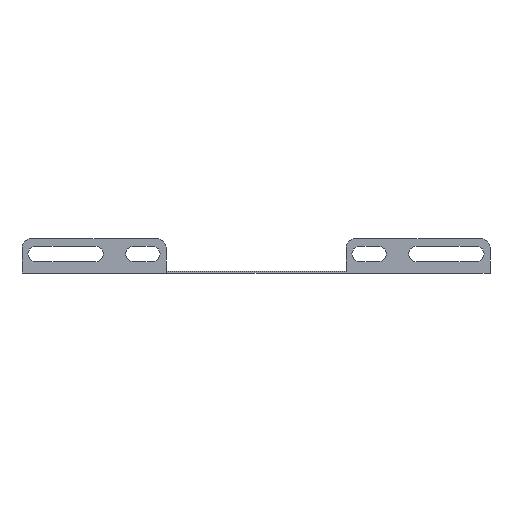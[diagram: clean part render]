
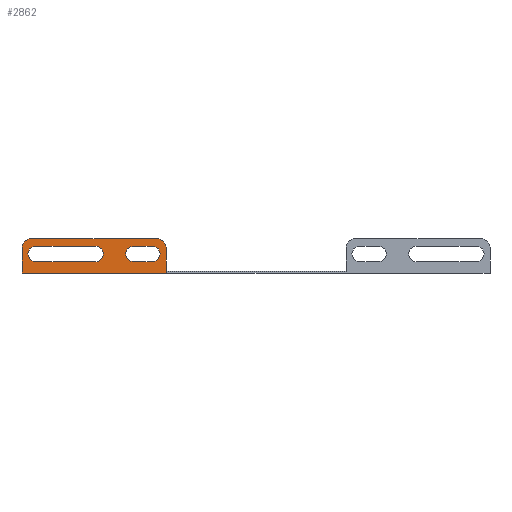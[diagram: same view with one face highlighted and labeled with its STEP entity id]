
A CAD part, front view. The second image highlights one B-rep face of the part: STEP entity #2862.
In plain terms, the highlighted planar face has unit normal (0, -1, 0).
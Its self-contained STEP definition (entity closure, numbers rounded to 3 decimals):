
#6 = CIRCLE ( 'NONE', #2350, 5. ) ;
#110 = VERTEX_POINT ( 'NONE', #4441 ) ;
#215 = DIRECTION ( 'NONE',  ( -1., 0., 0. ) ) ;
#240 = EDGE_CURVE ( 'NONE', #1613, #3264, #3027, .T. ) ;
#284 = ORIENTED_EDGE ( 'NONE', *, *, #3946, .T. ) ;
#515 = CARTESIAN_POINT ( 'NONE',  ( -93.5, -69.1, 5.5 ) ) ;
#520 = EDGE_CURVE ( 'NONE', #3437, #3699, #3354, .T. ) ;
#527 = VERTEX_POINT ( 'NONE', #4566 ) ;
#531 = DIRECTION ( 'NONE',  ( 0., 0., -1. ) ) ;
#563 = VERTEX_POINT ( 'NONE', #4303 ) ;
#566 = DIRECTION ( 'NONE',  ( 0., 0., -1. ) ) ;
#569 = VERTEX_POINT ( 'NONE', #3266 ) ;
#570 = AXIS2_PLACEMENT_3D ( 'NONE', #2990, #3333, #566 ) ;
#628 = CARTESIAN_POINT ( 'NONE',  ( -93.5, -69.1, 5.5 ) ) ;
#657 = LINE ( 'NONE', #3904, #2182 ) ;
#660 = CARTESIAN_POINT ( 'NONE',  ( -60.5, -69.1, 10. ) ) ;
#730 = VECTOR ( 'NONE', #215, 1000. ) ;
#738 = EDGE_CURVE ( 'NONE', #110, #527, #1923, .T. ) ;
#774 = VERTEX_POINT ( 'NONE', #2414 ) ;
#779 = LINE ( 'NONE', #834, #730 ) ;
#812 = CARTESIAN_POINT ( 'NONE',  ( -52.5, -69.1, -1.2 ) ) ;
#818 = LINE ( 'NONE', #3482, #3529 ) ;
#834 = CARTESIAN_POINT ( 'NONE',  ( -60.5, -69.1, 14.5 ) ) ;
#847 = PLANE ( 'NONE',  #4168 ) ;
#873 = VERTEX_POINT ( 'NONE', #1665 ) ;
#886 = CARTESIAN_POINT ( 'NONE',  ( 0., -69.1, 0. ) ) ;
#912 = LINE ( 'NONE', #4108, #2561 ) ;
#962 = CARTESIAN_POINT ( 'NONE',  ( -60.5, -69.1, 5.5 ) ) ;
#1039 = EDGE_CURVE ( 'NONE', #1876, #1613, #4111, .T. ) ;
#1087 = EDGE_CURVE ( 'NONE', #3485, #2459, #2961, .T. ) ;
#1174 = VECTOR ( 'NONE', #4149, 1000. ) ;
#1238 = ORIENTED_EDGE ( 'NONE', *, *, #1039, .T. ) ;
#1263 = DIRECTION ( 'NONE',  ( 0., 0., 1. ) ) ;
#1360 = EDGE_CURVE ( 'NONE', #3703, #563, #912, .T. ) ;
#1368 = DIRECTION ( 'NONE',  ( 0., 0., 1. ) ) ;
#1435 = CARTESIAN_POINT ( 'NONE',  ( -57.5, -69.1, 18.8 ) ) ;
#1446 = VECTOR ( 'NONE', #1263, 1000. ) ;
#1451 = CARTESIAN_POINT ( 'NONE',  ( -128.5, -69.1, 10. ) ) ;
#1466 = EDGE_CURVE ( 'NONE', #3264, #4252, #4092, .T. ) ;
#1487 = ORIENTED_EDGE ( 'NONE', *, *, #520, .F. ) ;
#1498 = ORIENTED_EDGE ( 'NONE', *, *, #2306, .F. ) ;
#1558 = AXIS2_PLACEMENT_3D ( 'NONE', #660, #3477, #1368 ) ;
#1595 = DIRECTION ( 'NONE',  ( 0., 0., -1. ) ) ;
#1613 = VERTEX_POINT ( 'NONE', #1890 ) ;
#1651 = LINE ( 'NONE', #2985, #1446 ) ;
#1654 = ORIENTED_EDGE ( 'NONE', *, *, #3231, .F. ) ;
#1665 = CARTESIAN_POINT ( 'NONE',  ( -93.5, -69.1, 14.5 ) ) ;
#1685 = ORIENTED_EDGE ( 'NONE', *, *, #738, .F. ) ;
#1734 = ORIENTED_EDGE ( 'NONE', *, *, #240, .T. ) ;
#1799 = CIRCLE ( 'NONE', #570, 5. ) ;
#1814 = FACE_OUTER_BOUND ( 'NONE', #3969, .T. ) ;
#1876 = VERTEX_POINT ( 'NONE', #4455 ) ;
#1890 = CARTESIAN_POINT ( 'NONE',  ( -136.5, -69.1, 1. ) ) ;
#1923 = CIRCLE ( 'NONE', #3611, 4.5 ) ;
#1983 = CARTESIAN_POINT ( 'NONE',  ( -57.5, -69.1, 13.8 ) ) ;
#1985 = LINE ( 'NONE', #3102, #3304 ) ;
#2079 = DIRECTION ( 'NONE',  ( 1., 0., 0. ) ) ;
#2131 = DIRECTION ( 'NONE',  ( 0., -1., 0. ) ) ;
#2144 = DIRECTION ( 'NONE',  ( 0., 0., -1. ) ) ;
#2164 = CARTESIAN_POINT ( 'NONE',  ( -60.5, -69.1, 14.5 ) ) ;
#2181 = AXIS2_PLACEMENT_3D ( 'NONE', #1451, #2131, #4269 ) ;
#2182 = VECTOR ( 'NONE', #4266, 1000. ) ;
#2277 = DIRECTION ( 'NONE',  ( 0., -1., 0. ) ) ;
#2306 = EDGE_CURVE ( 'NONE', #3699, #110, #779, .T. ) ;
#2350 = AXIS2_PLACEMENT_3D ( 'NONE', #1983, #4404, #1595 ) ;
#2362 = DIRECTION ( 'NONE',  ( 0., -1., 0. ) ) ;
#2379 = ORIENTED_EDGE ( 'NONE', *, *, #2403, .T. ) ;
#2381 = EDGE_CURVE ( 'NONE', #569, #3703, #6, .T. ) ;
#2403 = EDGE_CURVE ( 'NONE', #2836, #569, #1651, .T. ) ;
#2414 = CARTESIAN_POINT ( 'NONE',  ( -128.5, -69.1, 14.5 ) ) ;
#2459 = VERTEX_POINT ( 'NONE', #628 ) ;
#2503 = EDGE_CURVE ( 'NONE', #2459, #873, #4363, .T. ) ;
#2517 = CARTESIAN_POINT ( 'NONE',  ( -136.5, -69.1, -1.2 ) ) ;
#2535 = ORIENTED_EDGE ( 'NONE', *, *, #2381, .T. ) ;
#2558 = EDGE_CURVE ( 'NONE', #527, #3437, #1985, .T. ) ;
#2561 = VECTOR ( 'NONE', #3429, 1000. ) ;
#2602 = CARTESIAN_POINT ( 'NONE',  ( -52.5, -69.1, 1. ) ) ;
#2702 = DIRECTION ( 'NONE',  ( 0., -1., 0. ) ) ;
#2825 = ORIENTED_EDGE ( 'NONE', *, *, #1360, .T. ) ;
#2836 = VERTEX_POINT ( 'NONE', #2602 ) ;
#2862 = ADVANCED_FACE ( 'NONE', ( #1814, #2967, #4291 ), #847, .T. ) ;
#2907 = CIRCLE ( 'NONE', #2181, 4.5 ) ;
#2961 = LINE ( 'NONE', #515, #4581 ) ;
#2967 = FACE_BOUND ( 'NONE', #3855, .T. ) ;
#2985 = CARTESIAN_POINT ( 'NONE',  ( -52.5, -69.1, 0. ) ) ;
#2990 = CARTESIAN_POINT ( 'NONE',  ( -131.5, -69.1, 13.8 ) ) ;
#3027 = LINE ( 'NONE', #4183, #1174 ) ;
#3047 = VECTOR ( 'NONE', #3502, 1000. ) ;
#3058 = CARTESIAN_POINT ( 'NONE',  ( -71.5, -69.1, 10. ) ) ;
#3062 = ORIENTED_EDGE ( 'NONE', *, *, #1087, .F. ) ;
#3069 = VECTOR ( 'NONE', #2144, 1000. ) ;
#3102 = CARTESIAN_POINT ( 'NONE',  ( -60.5, -69.1, 5.5 ) ) ;
#3137 = CARTESIAN_POINT ( 'NONE',  ( 0., -69.1, -1.2 ) ) ;
#3231 = EDGE_CURVE ( 'NONE', #873, #774, #657, .T. ) ;
#3264 = VERTEX_POINT ( 'NONE', #2517 ) ;
#3266 = CARTESIAN_POINT ( 'NONE',  ( -52.5, -69.1, 13.8 ) ) ;
#3304 = VECTOR ( 'NONE', #2079, 1000. ) ;
#3333 = DIRECTION ( 'NONE',  ( 0., -1., 0. ) ) ;
#3354 = CIRCLE ( 'NONE', #1558, 4.5 ) ;
#3429 = DIRECTION ( 'NONE',  ( -1., 0., 0. ) ) ;
#3437 = VERTEX_POINT ( 'NONE', #962 ) ;
#3458 = CARTESIAN_POINT ( 'NONE',  ( -93.5, -69.1, 10. ) ) ;
#3477 = DIRECTION ( 'NONE',  ( 0., -1., 0. ) ) ;
#3482 = CARTESIAN_POINT ( 'NONE',  ( -52.5, -69.1, 0. ) ) ;
#3485 = VERTEX_POINT ( 'NONE', #3856 ) ;
#3502 = DIRECTION ( 'NONE',  ( 1., 0., 0. ) ) ;
#3529 = VECTOR ( 'NONE', #3836, 1000. ) ;
#3547 = ORIENTED_EDGE ( 'NONE', *, *, #2503, .F. ) ;
#3611 = AXIS2_PLACEMENT_3D ( 'NONE', #3058, #2702, #4444 ) ;
#3638 = AXIS2_PLACEMENT_3D ( 'NONE', #3458, #2362, #4175 ) ;
#3648 = ORIENTED_EDGE ( 'NONE', *, *, #4083, .F. ) ;
#3676 = EDGE_CURVE ( 'NONE', #774, #3485, #2907, .T. ) ;
#3692 = DIRECTION ( 'NONE',  ( 1., 0., 0. ) ) ;
#3699 = VERTEX_POINT ( 'NONE', #2164 ) ;
#3703 = VERTEX_POINT ( 'NONE', #1435 ) ;
#3779 = ORIENTED_EDGE ( 'NONE', *, *, #3676, .F. ) ;
#3836 = DIRECTION ( 'NONE',  ( 0., 0., -1. ) ) ;
#3841 = CARTESIAN_POINT ( 'NONE',  ( -136.5, -69.1, 0. ) ) ;
#3855 = EDGE_LOOP ( 'NONE', ( #1654, #3547, #3062, #3779 ) ) ;
#3856 = CARTESIAN_POINT ( 'NONE',  ( -128.5, -69.1, 5.5 ) ) ;
#3904 = CARTESIAN_POINT ( 'NONE',  ( -93.5, -69.1, 14.5 ) ) ;
#3946 = EDGE_CURVE ( 'NONE', #563, #1876, #1799, .T. ) ;
#3969 = EDGE_LOOP ( 'NONE', ( #2379, #2535, #2825, #284, #1238, #1734, #4079, #3648 ) ) ;
#4079 = ORIENTED_EDGE ( 'NONE', *, *, #1466, .T. ) ;
#4083 = EDGE_CURVE ( 'NONE', #2836, #4252, #818, .T. ) ;
#4092 = LINE ( 'NONE', #3137, #3047 ) ;
#4108 = CARTESIAN_POINT ( 'NONE',  ( 0., -69.1, 18.8 ) ) ;
#4111 = LINE ( 'NONE', #3841, #3069 ) ;
#4149 = DIRECTION ( 'NONE',  ( 0., 0., -1. ) ) ;
#4168 = AXIS2_PLACEMENT_3D ( 'NONE', #886, #2277, #531 ) ;
#4175 = DIRECTION ( 'NONE',  ( 0., 0., 1. ) ) ;
#4183 = CARTESIAN_POINT ( 'NONE',  ( -136.5, -69.1, 1. ) ) ;
#4252 = VERTEX_POINT ( 'NONE', #812 ) ;
#4266 = DIRECTION ( 'NONE',  ( -1., 0., 0. ) ) ;
#4269 = DIRECTION ( 'NONE',  ( 0., 0., 1. ) ) ;
#4282 = ORIENTED_EDGE ( 'NONE', *, *, #2558, .F. ) ;
#4291 = FACE_BOUND ( 'NONE', #4427, .T. ) ;
#4303 = CARTESIAN_POINT ( 'NONE',  ( -131.5, -69.1, 18.8 ) ) ;
#4363 = CIRCLE ( 'NONE', #3638, 4.5 ) ;
#4404 = DIRECTION ( 'NONE',  ( 0., -1., 0. ) ) ;
#4427 = EDGE_LOOP ( 'NONE', ( #1498, #1487, #4282, #1685 ) ) ;
#4441 = CARTESIAN_POINT ( 'NONE',  ( -71.5, -69.1, 14.5 ) ) ;
#4444 = DIRECTION ( 'NONE',  ( 0., 0., 1. ) ) ;
#4455 = CARTESIAN_POINT ( 'NONE',  ( -136.5, -69.1, 13.8 ) ) ;
#4566 = CARTESIAN_POINT ( 'NONE',  ( -71.5, -69.1, 5.5 ) ) ;
#4581 = VECTOR ( 'NONE', #3692, 1000. ) ;
